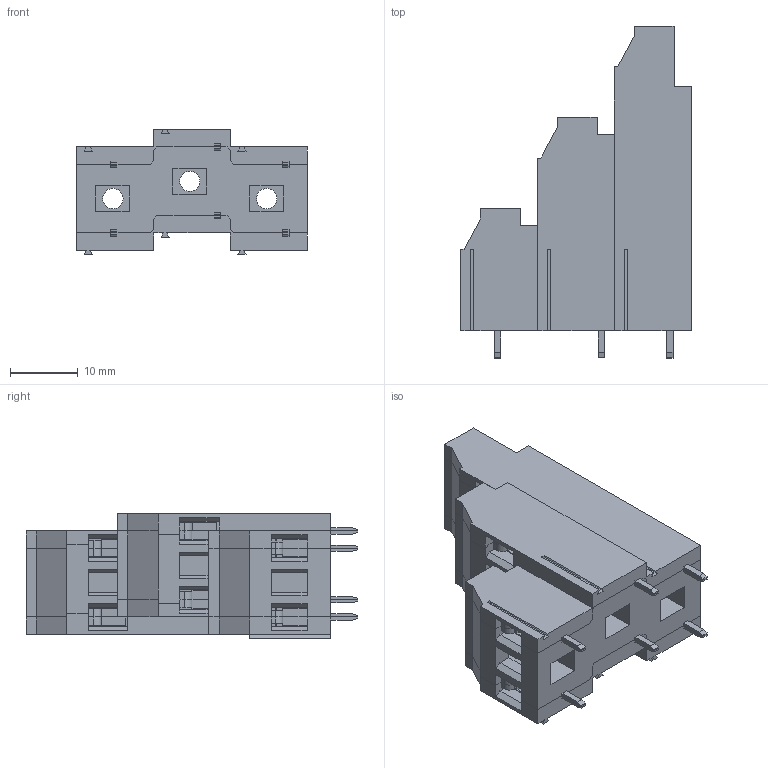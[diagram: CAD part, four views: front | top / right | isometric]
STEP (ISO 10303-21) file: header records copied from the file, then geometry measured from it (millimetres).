
FILE_DESCRIPTION(/* description */ ('Unknown'),/* implementation_level */ '2;1');
FILE_NAME(/* name */ '691247610006',/* time_stamp */ '2016-05-25T10:19:48+02:00',/* author */ ('Unknown'),/* organization */ ('Unknown'),/* preprocessor_version */ 'ST-DEVELOPER v16.7',/* originating_system */ 'DEX',/* authorisation */ $);
FILE_SCHEMA (('AUTOMOTIVE_DESIGN {1 0 10303 214 3 1 1}'));
Length unit declared in the file: millimetre
Products named in the file (4): 6912476100xx; MRT18P10.16V01_SX; MRT18P10.16V01_CNT; MRT18P10.16V01_DX
Assembly tree (3 placements, depth 2):
  6912476100xx
    MRT18P10.16V01_SX
    MRT18P10.16V01_CNT
    MRT18P10.16V01_DX
Bounding box: 34.05 x 49 x 18.38 mm (x, y, z)
Volume: 12404.8 mm3; surface area: 11699.3 mm2
Topology: 3 solids, 3 shells, 505 faces, 1471 edges, 978 vertices
Faces by surface type: plane 471, cylinder 34
Full cylindrical faces by diameter (mm): 3 x3, 4 x3
Entity records: 19969 total; most frequent: CARTESIAN_POINT 2940, ORIENTED_EDGE 2918, DIRECTION 2569, EDGE_CURVE 1459, LINE 1367, VECTOR 1367, VERTEX_POINT 972, AXIS2_PLACEMENT_3D 601
